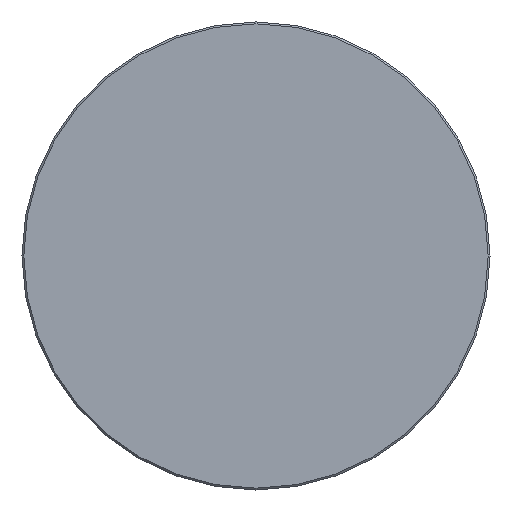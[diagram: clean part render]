
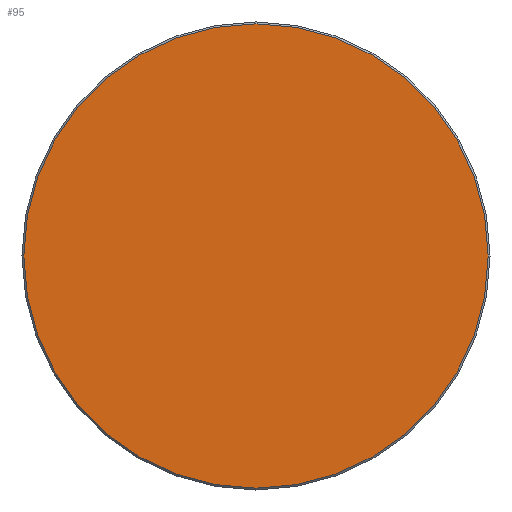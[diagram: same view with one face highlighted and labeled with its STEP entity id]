
A CAD part, left-side view. The second image highlights one B-rep face of the part: STEP entity #95.
In plain terms, the highlighted planar face has unit normal (-1, 0, 0).
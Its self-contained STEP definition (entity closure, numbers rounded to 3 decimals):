
#4 = DIRECTION ( 'NONE',  ( -1., 0., 0. ) ) ;
#7 = DIRECTION ( 'NONE',  ( 0., 0., 1. ) ) ;
#51 = EDGE_CURVE ( 'NONE', #149, #210, #157, .T. ) ;
#75 = ORIENTED_EDGE ( 'NONE', *, *, #656, .T. ) ;
#76 = AXIS2_PLACEMENT_3D ( 'NONE', #335, #177, #443 ) ;
#89 = CARTESIAN_POINT ( 'NONE',  ( 0., 0., -37.7 ) ) ;
#95 = ADVANCED_FACE ( 'NONE', ( #425 ), #290, .F. ) ;
#105 = CIRCLE ( 'NONE', #677, 37.7 ) ;
#131 = DIRECTION ( 'NONE',  ( 1., 0., 0. ) ) ;
#149 = VERTEX_POINT ( 'NONE', #345 ) ;
#157 = CIRCLE ( 'NONE', #76, 37.7 ) ;
#177 = DIRECTION ( 'NONE',  ( -1., 0., 0. ) ) ;
#210 = VERTEX_POINT ( 'NONE', #89 ) ;
#290 = PLANE ( 'NONE',  #618 ) ;
#325 = CARTESIAN_POINT ( 'NONE',  ( 0., 0., 0. ) ) ;
#335 = CARTESIAN_POINT ( 'NONE',  ( 0., 0., 0. ) ) ;
#345 = CARTESIAN_POINT ( 'NONE',  ( 0., 0., 37.7 ) ) ;
#425 = FACE_OUTER_BOUND ( 'NONE', #477, .T. ) ;
#443 = DIRECTION ( 'NONE',  ( 0., 0., 1. ) ) ;
#458 = ORIENTED_EDGE ( 'NONE', *, *, #51, .T. ) ;
#477 = EDGE_LOOP ( 'NONE', ( #75, #458 ) ) ;
#492 = DIRECTION ( 'NONE',  ( 0., 0., -1. ) ) ;
#601 = CARTESIAN_POINT ( 'NONE',  ( 0., 0., 0. ) ) ;
#618 = AXIS2_PLACEMENT_3D ( 'NONE', #601, #131, #492 ) ;
#656 = EDGE_CURVE ( 'NONE', #210, #149, #105, .T. ) ;
#677 = AXIS2_PLACEMENT_3D ( 'NONE', #325, #4, #7 ) ;
